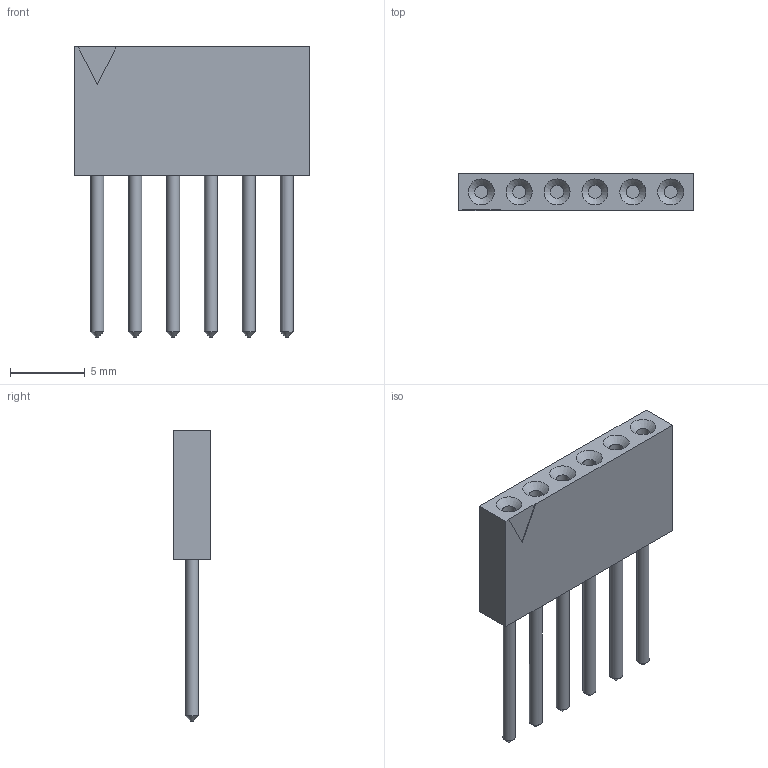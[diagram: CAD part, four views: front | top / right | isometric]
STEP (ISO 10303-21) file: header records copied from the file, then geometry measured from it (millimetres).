
FILE_DESCRIPTION(('FreeCAD Model'),'2;1');
FILE_NAME('1594645.3.1.stp','2020-07-23T12:17:22',( 'Author'),(''),'Open CASCADE STEP processor 6.9','FreeCAD','Unknown' );
FILE_SCHEMA(('AUTOMOTIVE_DESIGN { 1 0 10303 214 1 1 1 1 }'));
Length unit declared in the file: millimetre
Products named in the file (3): ASSEMBLY; Body; LeadsArray
Assembly tree (2 placements, depth 2):
  ASSEMBLY
    Body
    LeadsArray
Bounding box: 15.79 x 2.5 x 19.45 mm (x, y, z)
Volume: 358.5 mm3; surface area: 714.6 mm2
Topology: 7 solids, 7 shells, 51 faces, 81 edges, 50 vertices
Faces by surface type: plane 27, cone 12, cylinder 12
Full cylindrical faces by diameter (mm): 0.87 x12
Entity records: 2285 total; most frequent: CARTESIAN_POINT 371, DIRECTION 363, ORIENTED_EDGE 162, PCURVE 162, DEFINITIONAL_REPRESENTATION 162, LINE 159, VECTOR 159, AXIS2_PLACEMENT_3D 90
